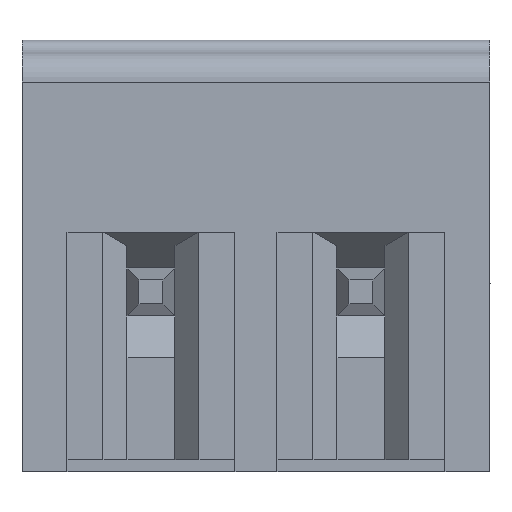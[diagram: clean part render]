
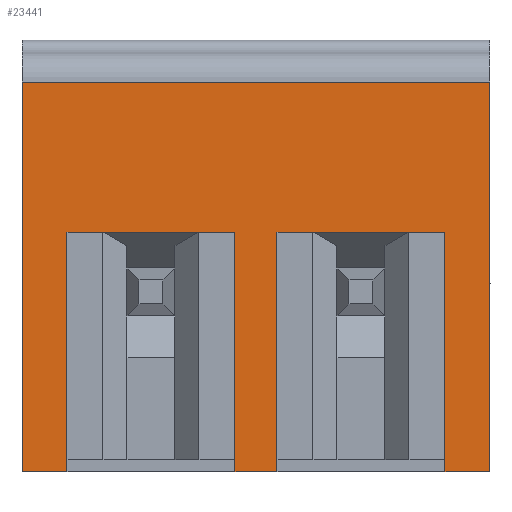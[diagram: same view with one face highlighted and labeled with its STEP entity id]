
A CAD part, front view. The second image highlights one B-rep face of the part: STEP entity #23441.
In plain terms, the highlighted planar face has unit normal (0, -1, 0).
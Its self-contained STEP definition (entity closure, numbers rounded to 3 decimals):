
#156 = LINE ( 'NONE', #18939, #12505 ) ;
#226 = CARTESIAN_POINT ( 'NONE',  ( 3.55, 0., 0. ) ) ;
#248 = EDGE_CURVE ( 'NONE', #2360, #6152, #4359, .T. ) ;
#304 = VERTEX_POINT ( 'NONE', #475 ) ;
#399 = VECTOR ( 'NONE', #7256, 1000. ) ;
#475 = CARTESIAN_POINT ( 'NONE',  ( 3.55, 0., 4. ) ) ;
#499 = EDGE_CURVE ( 'NONE', #2153, #18986, #24130, .T. ) ;
#624 = CARTESIAN_POINT ( 'NONE',  ( 7.05, 0., 0. ) ) ;
#1070 = DIRECTION ( 'NONE',  ( -1., 0., 0. ) ) ;
#1199 = DIRECTION ( 'NONE',  ( 0., 0., -1. ) ) ;
#1359 = EDGE_CURVE ( 'NONE', #2360, #13687, #10121, .T. ) ;
#1619 = DIRECTION ( 'NONE',  ( -1., 0., 0. ) ) ;
#1905 = DIRECTION ( 'NONE',  ( 1., 0., 0. ) ) ;
#1971 = CARTESIAN_POINT ( 'NONE',  ( 4.25, 0., 4. ) ) ;
#2153 = VERTEX_POINT ( 'NONE', #624 ) ;
#2360 = VERTEX_POINT ( 'NONE', #20167 ) ;
#2492 = CARTESIAN_POINT ( 'NONE',  ( 0., 0., 0. ) ) ;
#2525 = ORIENTED_EDGE ( 'NONE', *, *, #9535, .F. ) ;
#2640 = ORIENTED_EDGE ( 'NONE', *, *, #499, .F. ) ;
#3056 = FACE_OUTER_BOUND ( 'NONE', #12730, .T. ) ;
#3433 = VECTOR ( 'NONE', #1619, 1000. ) ;
#4060 = VECTOR ( 'NONE', #4777, 1000. ) ;
#4359 = LINE ( 'NONE', #4721, #21779 ) ;
#4432 = PLANE ( 'NONE',  #20230 ) ;
#4519 = VERTEX_POINT ( 'NONE', #7518 ) ;
#4721 = CARTESIAN_POINT ( 'NONE',  ( 4.25, 0., 0. ) ) ;
#4777 = DIRECTION ( 'NONE',  ( 0., 0., 1. ) ) ;
#4951 = LINE ( 'NONE', #8801, #399 ) ;
#6006 = DIRECTION ( 'NONE',  ( -1., 0., 0. ) ) ;
#6152 = VERTEX_POINT ( 'NONE', #1971 ) ;
#6262 = CARTESIAN_POINT ( 'NONE',  ( 7.8, 0., 6.5 ) ) ;
#6412 = VECTOR ( 'NONE', #15276, 1000. ) ;
#6845 = DIRECTION ( 'NONE',  ( 0., 0., -1. ) ) ;
#7047 = EDGE_CURVE ( 'NONE', #16573, #16147, #14084, .T. ) ;
#7144 = ORIENTED_EDGE ( 'NONE', *, *, #13030, .F. ) ;
#7147 = CARTESIAN_POINT ( 'NONE',  ( 7.05, 0., 0. ) ) ;
#7256 = DIRECTION ( 'NONE',  ( -1., 0., 0. ) ) ;
#7316 = VECTOR ( 'NONE', #6845, 1000. ) ;
#7518 = CARTESIAN_POINT ( 'NONE',  ( 0., 0., 6.5 ) ) ;
#7740 = CARTESIAN_POINT ( 'NONE',  ( 0., 0., 0. ) ) ;
#8221 = VERTEX_POINT ( 'NONE', #2492 ) ;
#8314 = CARTESIAN_POINT ( 'NONE',  ( 0., 0., 0. ) ) ;
#8440 = ORIENTED_EDGE ( 'NONE', *, *, #1359, .F. ) ;
#8768 = CARTESIAN_POINT ( 'NONE',  ( 0., 0., 7. ) ) ;
#8801 = CARTESIAN_POINT ( 'NONE',  ( 0., 0., 6.5 ) ) ;
#9319 = CARTESIAN_POINT ( 'NONE',  ( 7.05, 0., 4. ) ) ;
#9535 = EDGE_CURVE ( 'NONE', #16573, #8221, #18650, .T. ) ;
#9816 = EDGE_CURVE ( 'NONE', #6152, #18986, #156, .T. ) ;
#10121 = LINE ( 'NONE', #16113, #13018 ) ;
#10357 = ORIENTED_EDGE ( 'NONE', *, *, #248, .T. ) ;
#10854 = LINE ( 'NONE', #8768, #10963 ) ;
#10963 = VECTOR ( 'NONE', #16848, 1000. ) ;
#10985 = VECTOR ( 'NONE', #6006, 1000. ) ;
#11126 = VERTEX_POINT ( 'NONE', #19236 ) ;
#11926 = CARTESIAN_POINT ( 'NONE',  ( 0.75, 0., 4. ) ) ;
#12505 = VECTOR ( 'NONE', #1905, 1000. ) ;
#12730 = EDGE_LOOP ( 'NONE', ( #10357, #17247, #2640, #7144, #24392, #23488, #21466, #2525, #13738, #15266, #13348, #8440 ) ) ;
#13018 = VECTOR ( 'NONE', #1070, 1000. ) ;
#13030 = EDGE_CURVE ( 'NONE', #11126, #2153, #22746, .T. ) ;
#13348 = ORIENTED_EDGE ( 'NONE', *, *, #23333, .F. ) ;
#13682 = DIRECTION ( 'NONE',  ( 1., 0., 0. ) ) ;
#13687 = VERTEX_POINT ( 'NONE', #24106 ) ;
#13738 = ORIENTED_EDGE ( 'NONE', *, *, #7047, .T. ) ;
#14084 = LINE ( 'NONE', #21662, #4060 ) ;
#14157 = VERTEX_POINT ( 'NONE', #6262 ) ;
#14668 = DIRECTION ( 'NONE',  ( 0., 0., 1. ) ) ;
#14851 = CARTESIAN_POINT ( 'NONE',  ( 7.8, 0., 7. ) ) ;
#14952 = EDGE_CURVE ( 'NONE', #8221, #4519, #10854, .T. ) ;
#15266 = ORIENTED_EDGE ( 'NONE', *, *, #18575, .T. ) ;
#15276 = DIRECTION ( 'NONE',  ( 0., 0., 1. ) ) ;
#15771 = CARTESIAN_POINT ( 'NONE',  ( 0.75, 0., 4. ) ) ;
#15867 = DIRECTION ( 'NONE',  ( 0., -1., 0. ) ) ;
#15932 = LINE ( 'NONE', #11926, #24407 ) ;
#16113 = CARTESIAN_POINT ( 'NONE',  ( 0., 0., 0. ) ) ;
#16147 = VERTEX_POINT ( 'NONE', #15771 ) ;
#16573 = VERTEX_POINT ( 'NONE', #21937 ) ;
#16848 = DIRECTION ( 'NONE',  ( 0., 0., 1. ) ) ;
#16901 = CARTESIAN_POINT ( 'NONE',  ( 0., 0., 0. ) ) ;
#17142 = LINE ( 'NONE', #226, #6412 ) ;
#17247 = ORIENTED_EDGE ( 'NONE', *, *, #9816, .T. ) ;
#17616 = EDGE_CURVE ( 'NONE', #14157, #11126, #21428, .T. ) ;
#18575 = EDGE_CURVE ( 'NONE', #16147, #304, #15932, .T. ) ;
#18650 = LINE ( 'NONE', #16901, #10985 ) ;
#18939 = CARTESIAN_POINT ( 'NONE',  ( 4.25, 0., 4. ) ) ;
#18986 = VERTEX_POINT ( 'NONE', #9319 ) ;
#19236 = CARTESIAN_POINT ( 'NONE',  ( 7.8, 0., 0. ) ) ;
#19390 = DIRECTION ( 'NONE',  ( 0., 0., 1. ) ) ;
#20167 = CARTESIAN_POINT ( 'NONE',  ( 4.25, 0., 0. ) ) ;
#20221 = VECTOR ( 'NONE', #14668, 1000. ) ;
#20230 = AXIS2_PLACEMENT_3D ( 'NONE', #8314, #15867, #1199 ) ;
#21428 = LINE ( 'NONE', #14851, #7316 ) ;
#21466 = ORIENTED_EDGE ( 'NONE', *, *, #14952, .F. ) ;
#21662 = CARTESIAN_POINT ( 'NONE',  ( 0.75, 0., 0. ) ) ;
#21779 = VECTOR ( 'NONE', #19390, 1000. ) ;
#21889 = EDGE_CURVE ( 'NONE', #14157, #4519, #4951, .T. ) ;
#21937 = CARTESIAN_POINT ( 'NONE',  ( 0.75, 0., 0. ) ) ;
#22746 = LINE ( 'NONE', #7740, #3433 ) ;
#23333 = EDGE_CURVE ( 'NONE', #13687, #304, #17142, .T. ) ;
#23441 = ADVANCED_FACE ( 'NONE', ( #3056 ), #4432, .T. ) ;
#23488 = ORIENTED_EDGE ( 'NONE', *, *, #21889, .T. ) ;
#24106 = CARTESIAN_POINT ( 'NONE',  ( 3.55, 0., 0. ) ) ;
#24130 = LINE ( 'NONE', #7147, #20221 ) ;
#24392 = ORIENTED_EDGE ( 'NONE', *, *, #17616, .F. ) ;
#24407 = VECTOR ( 'NONE', #13682, 1000. ) ;
